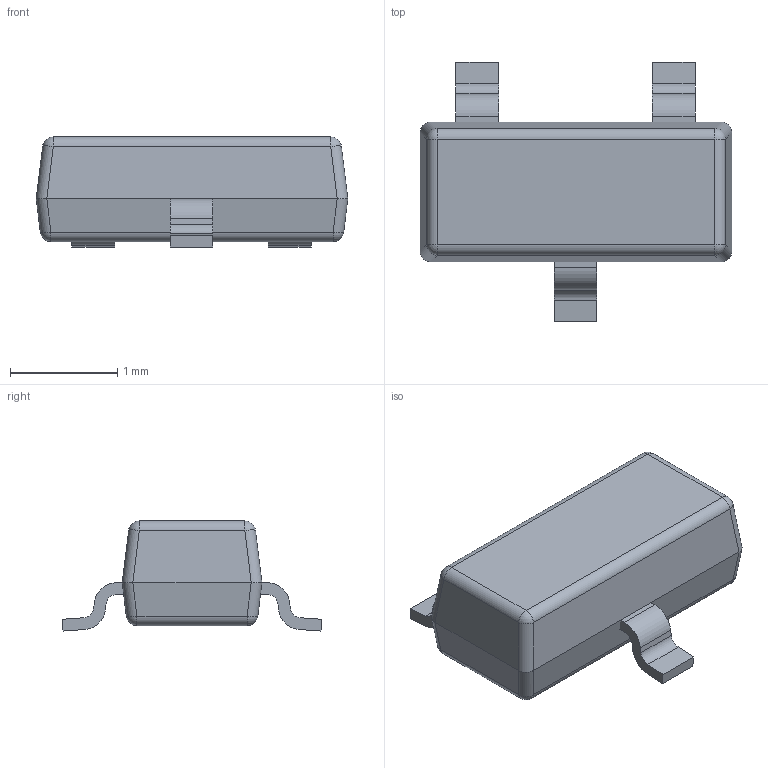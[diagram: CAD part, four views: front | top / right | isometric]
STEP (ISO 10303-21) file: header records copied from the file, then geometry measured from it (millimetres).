
FILE_DESCRIPTION(/* description */ (''),/* implementation_level */ '2;1');
FILE_NAME(/* name */ 'SOT-23',/* time_stamp */ '2020-07-15T16:23:13+08:00',/* author */ ('Wei Wu'),/* organization */ ('Diodes'),/* preprocessor_version */ 'ST-DEVELOPER v16.7',/* originating_system */ 'DEX',/* authorisation */ $);
FILE_SCHEMA (('AUTOMOTIVE_DESIGN {1 0 10303 214 3 1 1}'));
Length unit declared in the file: millimetre
Products named in the file (5): SOT-23; COMPOUND; CP01; CP02; LDF
Assembly tree (4 placements, depth 3):
  SOT-23
    COMPOUND
      CP01
      CP02
    LDF
Bounding box: 2.9 x 2.42 x 1.02 mm (x, y, z)
Volume: 3.5 mm3; surface area: 24.3 mm2
Topology: 5 solids, 5 shells, 78 faces, 188 edges, 112 vertices
Faces by surface type: plane 42, cylinder 28, sphere 8
Entity records: 2593 total; most frequent: DIRECTION 402, CARTESIAN_POINT 375, ORIENTED_EDGE 360, EDGE_CURVE 180, AXIS2_PLACEMENT_3D 139, LINE 124, VECTOR 124, VERTEX_POINT 112
